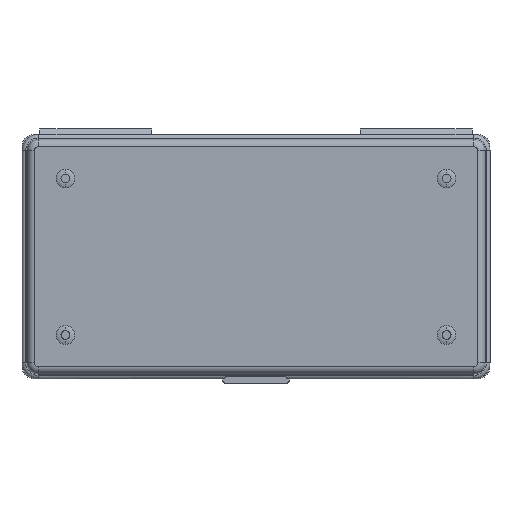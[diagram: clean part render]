
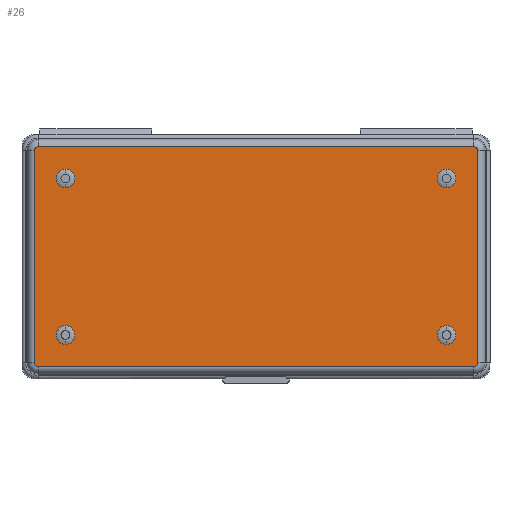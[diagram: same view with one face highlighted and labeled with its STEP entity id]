
A CAD part, front view. The second image highlights one B-rep face of the part: STEP entity #26.
In plain terms, the highlighted planar face has unit normal (0, -1, 0).
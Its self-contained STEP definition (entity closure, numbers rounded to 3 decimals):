
#26 = ADVANCED_FACE ( 'NONE', ( #6425, #7683, #240, #7771, #3355 ), #5816, .T. ) ;
#46 = CIRCLE ( 'NONE', #6290, 1. ) ;
#68 = ORIENTED_EDGE ( 'NONE', *, *, #112, .T. ) ;
#105 = ORIENTED_EDGE ( 'NONE', *, *, #5812, .F. ) ;
#112 = EDGE_CURVE ( 'NONE', #2117, #5223, #1081, .T. ) ;
#240 = FACE_BOUND ( 'NONE', #6272, .T. ) ;
#341 = CARTESIAN_POINT ( 'NONE',  ( 51.15, 0., 21. ) ) ;
#346 = AXIS2_PLACEMENT_3D ( 'NONE', #6937, #1351, #3825 ) ;
#353 = DIRECTION ( 'NONE',  ( 0., -1., 0. ) ) ;
#396 = CARTESIAN_POINT ( 'NONE',  ( -51.15, 0., 21. ) ) ;
#645 = AXIS2_PLACEMENT_3D ( 'NONE', #2836, #7852, #5405 ) ;
#777 = DIRECTION ( 'NONE',  ( 0., 0., -1. ) ) ;
#790 = AXIS2_PLACEMENT_3D ( 'NONE', #7643, #5250, #2018 ) ;
#791 = CARTESIAN_POINT ( 'NONE',  ( 51.15, 0., -18.5 ) ) ;
#945 = DIRECTION ( 'NONE',  ( 0., 0., -1. ) ) ;
#969 = DIRECTION ( 'NONE',  ( 1., 0., 0. ) ) ;
#1060 = ORIENTED_EDGE ( 'NONE', *, *, #7696, .F. ) ;
#1067 = DIRECTION ( 'NONE',  ( 0., 0., -1. ) ) ;
#1081 = LINE ( 'NONE', #7237, #6000 ) ;
#1103 = EDGE_CURVE ( 'NONE', #1856, #5223, #7291, .T. ) ;
#1194 = EDGE_CURVE ( 'NONE', #1856, #6682, #6018, .T. ) ;
#1260 = CARTESIAN_POINT ( 'NONE',  ( 51.15, 0., 23.5 ) ) ;
#1301 = AXIS2_PLACEMENT_3D ( 'NONE', #3875, #6374, #5113 ) ;
#1302 = ORIENTED_EDGE ( 'NONE', *, *, #7935, .F. ) ;
#1351 = DIRECTION ( 'NONE',  ( 0., 1., 0. ) ) ;
#1390 = DIRECTION ( 'NONE',  ( 0., 0., -1. ) ) ;
#1448 = ORIENTED_EDGE ( 'NONE', *, *, #1943, .T. ) ;
#1496 = ORIENTED_EDGE ( 'NONE', *, *, #1103, .F. ) ;
#1640 = DIRECTION ( 'NONE',  ( 0., -1., 0. ) ) ;
#1744 = CIRCLE ( 'NONE', #3426, 2.5 ) ;
#1747 = EDGE_CURVE ( 'NONE', #2804, #2640, #5296, .T. ) ;
#1774 = AXIS2_PLACEMENT_3D ( 'NONE', #7914, #1640, #2325 ) ;
#1856 = VERTEX_POINT ( 'NONE', #3176 ) ;
#1943 = EDGE_CURVE ( 'NONE', #4994, #6404, #3093, .T. ) ;
#1965 = EDGE_CURVE ( 'NONE', #5525, #6404, #6340, .T. ) ;
#1979 = VERTEX_POINT ( 'NONE', #5754 ) ;
#2018 = DIRECTION ( 'NONE',  ( 0., 0., -1. ) ) ;
#2042 = DIRECTION ( 'NONE',  ( 0., -1., 0. ) ) ;
#2117 = VERTEX_POINT ( 'NONE', #6154 ) ;
#2127 = DIRECTION ( 'NONE',  ( 0., 1., 0. ) ) ;
#2162 = VECTOR ( 'NONE', #3021, 1000. ) ;
#2211 = DIRECTION ( 'NONE',  ( 0., -1., 0. ) ) ;
#2270 = ORIENTED_EDGE ( 'NONE', *, *, #2433, .F. ) ;
#2325 = DIRECTION ( 'NONE',  ( 0., 0., -1. ) ) ;
#2331 = ORIENTED_EDGE ( 'NONE', *, *, #5673, .F. ) ;
#2392 = CIRCLE ( 'NONE', #7737, 2.5 ) ;
#2433 = EDGE_CURVE ( 'NONE', #6396, #2547, #3702, .T. ) ;
#2547 = VERTEX_POINT ( 'NONE', #7488 ) ;
#2614 = ORIENTED_EDGE ( 'NONE', *, *, #5722, .F. ) ;
#2640 = VERTEX_POINT ( 'NONE', #2720 ) ;
#2641 = AXIS2_PLACEMENT_3D ( 'NONE', #5931, #353, #5322 ) ;
#2709 = EDGE_LOOP ( 'NONE', ( #105, #7422 ) ) ;
#2720 = CARTESIAN_POINT ( 'NONE',  ( -51.15, 0., -18.5 ) ) ;
#2804 = VERTEX_POINT ( 'NONE', #5038 ) ;
#2836 = CARTESIAN_POINT ( 'NONE',  ( -58.5, 0., -28.5 ) ) ;
#2927 = AXIS2_PLACEMENT_3D ( 'NONE', #341, #2211, #7792 ) ;
#3014 = EDGE_LOOP ( 'NONE', ( #4969, #2331 ) ) ;
#3021 = DIRECTION ( 'NONE',  ( -1., 0., 0. ) ) ;
#3093 = LINE ( 'NONE', #5555, #6086 ) ;
#3176 = CARTESIAN_POINT ( 'NONE',  ( -58.5, 0., -29.5 ) ) ;
#3225 = EDGE_LOOP ( 'NONE', ( #2270, #1060 ) ) ;
#3283 = CIRCLE ( 'NONE', #2641, 2.5 ) ;
#3293 = ORIENTED_EDGE ( 'NONE', *, *, #1194, .T. ) ;
#3355 = FACE_OUTER_BOUND ( 'NONE', #5287, .T. ) ;
#3384 = ORIENTED_EDGE ( 'NONE', *, *, #1965, .F. ) ;
#3395 = CARTESIAN_POINT ( 'NONE',  ( -51.15, 0., 23.5 ) ) ;
#3426 = AXIS2_PLACEMENT_3D ( 'NONE', #7628, #6408, #1390 ) ;
#3557 = DIRECTION ( 'NONE',  ( 0., 0., -1. ) ) ;
#3616 = VERTEX_POINT ( 'NONE', #3395 ) ;
#3674 = AXIS2_PLACEMENT_3D ( 'NONE', #7624, #2042, #777 ) ;
#3698 = EDGE_CURVE ( 'NONE', #4994, #6682, #6003, .T. ) ;
#3702 = CIRCLE ( 'NONE', #1774, 2.5 ) ;
#3825 = DIRECTION ( 'NONE',  ( 0., 0., -1. ) ) ;
#3827 = LINE ( 'NONE', #7389, #2162 ) ;
#3875 = CARTESIAN_POINT ( 'NONE',  ( 58.5, 0., -28.5 ) ) ;
#4004 = CARTESIAN_POINT ( 'NONE',  ( 59.5, 0., -28.5 ) ) ;
#4026 = CARTESIAN_POINT ( 'NONE',  ( -51.15, 0., 21. ) ) ;
#4039 = DIRECTION ( 'NONE',  ( 0., 0., -1. ) ) ;
#4086 = DIRECTION ( 'NONE',  ( 0., 0., -1. ) ) ;
#4190 = AXIS2_PLACEMENT_3D ( 'NONE', #396, #7766, #4039 ) ;
#4429 = VERTEX_POINT ( 'NONE', #4675 ) ;
#4675 = CARTESIAN_POINT ( 'NONE',  ( -51.15, 0., 18.5 ) ) ;
#4777 = CARTESIAN_POINT ( 'NONE',  ( 58.5, 0., 29.5 ) ) ;
#4816 = CARTESIAN_POINT ( 'NONE',  ( -58.5, 0., 29.5 ) ) ;
#4865 = CIRCLE ( 'NONE', #3674, 2.5 ) ;
#4969 = ORIENTED_EDGE ( 'NONE', *, *, #6736, .F. ) ;
#4994 = VERTEX_POINT ( 'NONE', #4004 ) ;
#5038 = CARTESIAN_POINT ( 'NONE',  ( -51.15, 0., -23.5 ) ) ;
#5113 = DIRECTION ( 'NONE',  ( 0., 0., -1. ) ) ;
#5223 = VERTEX_POINT ( 'NONE', #7469 ) ;
#5250 = DIRECTION ( 'NONE',  ( 0., -1., 0. ) ) ;
#5274 = EDGE_CURVE ( 'NONE', #5525, #7764, #3827, .T. ) ;
#5287 = EDGE_LOOP ( 'NONE', ( #3384, #7869, #2614, #68, #1496, #3293, #7601, #1448 ) ) ;
#5296 = CIRCLE ( 'NONE', #8023, 2.5 ) ;
#5322 = DIRECTION ( 'NONE',  ( 0., 0., -1. ) ) ;
#5405 = DIRECTION ( 'NONE',  ( 0., 0., -1. ) ) ;
#5525 = VERTEX_POINT ( 'NONE', #4777 ) ;
#5555 = CARTESIAN_POINT ( 'NONE',  ( 59.5, 0., 31.5 ) ) ;
#5673 = EDGE_CURVE ( 'NONE', #1979, #7759, #4865, .T. ) ;
#5722 = EDGE_CURVE ( 'NONE', #2117, #7764, #46, .T. ) ;
#5725 = VECTOR ( 'NONE', #969, 1000. ) ;
#5754 = CARTESIAN_POINT ( 'NONE',  ( 51.15, 0., 18.5 ) ) ;
#5812 = EDGE_CURVE ( 'NONE', #3616, #4429, #2392, .T. ) ;
#5816 = PLANE ( 'NONE',  #790 ) ;
#5859 = ORIENTED_EDGE ( 'NONE', *, *, #1747, .F. ) ;
#5875 = CARTESIAN_POINT ( 'NONE',  ( 58.5, 0., -29.5 ) ) ;
#5931 = CARTESIAN_POINT ( 'NONE',  ( 51.15, 0., -21. ) ) ;
#6000 = VECTOR ( 'NONE', #4086, 1000. ) ;
#6003 = CIRCLE ( 'NONE', #1301, 1. ) ;
#6018 = LINE ( 'NONE', #6549, #5725 ) ;
#6086 = VECTOR ( 'NONE', #7542, 1000. ) ;
#6154 = CARTESIAN_POINT ( 'NONE',  ( -59.5, 0., 28.5 ) ) ;
#6272 = EDGE_LOOP ( 'NONE', ( #1302, #5859 ) ) ;
#6290 = AXIS2_PLACEMENT_3D ( 'NONE', #7708, #2127, #1067 ) ;
#6340 = CIRCLE ( 'NONE', #346, 1. ) ;
#6374 = DIRECTION ( 'NONE',  ( 0., 1., 0. ) ) ;
#6396 = VERTEX_POINT ( 'NONE', #791 ) ;
#6404 = VERTEX_POINT ( 'NONE', #7026 ) ;
#6408 = DIRECTION ( 'NONE',  ( 0., -1., 0. ) ) ;
#6425 = FACE_BOUND ( 'NONE', #3014, .T. ) ;
#6445 = CIRCLE ( 'NONE', #2927, 2.5 ) ;
#6526 = DIRECTION ( 'NONE',  ( 0., -1., 0. ) ) ;
#6549 = CARTESIAN_POINT ( 'NONE',  ( 61.5, 0., -29.5 ) ) ;
#6667 = CARTESIAN_POINT ( 'NONE',  ( -51.15, 0., -21. ) ) ;
#6682 = VERTEX_POINT ( 'NONE', #5875 ) ;
#6736 = EDGE_CURVE ( 'NONE', #7759, #1979, #6445, .T. ) ;
#6937 = CARTESIAN_POINT ( 'NONE',  ( 58.5, 0., 28.5 ) ) ;
#7026 = CARTESIAN_POINT ( 'NONE',  ( 59.5, 0., 28.5 ) ) ;
#7237 = CARTESIAN_POINT ( 'NONE',  ( -59.5, 0., -31.5 ) ) ;
#7291 = CIRCLE ( 'NONE', #645, 1. ) ;
#7389 = CARTESIAN_POINT ( 'NONE',  ( -61.5, 0., 29.5 ) ) ;
#7422 = ORIENTED_EDGE ( 'NONE', *, *, #7690, .F. ) ;
#7469 = CARTESIAN_POINT ( 'NONE',  ( -59.5, 0., -28.5 ) ) ;
#7488 = CARTESIAN_POINT ( 'NONE',  ( 51.15, 0., -23.5 ) ) ;
#7542 = DIRECTION ( 'NONE',  ( 0., 0., 1. ) ) ;
#7601 = ORIENTED_EDGE ( 'NONE', *, *, #3698, .F. ) ;
#7624 = CARTESIAN_POINT ( 'NONE',  ( 51.15, 0., 21. ) ) ;
#7628 = CARTESIAN_POINT ( 'NONE',  ( -51.15, 0., -21. ) ) ;
#7643 = CARTESIAN_POINT ( 'NONE',  ( 0., 0., 0. ) ) ;
#7683 = FACE_BOUND ( 'NONE', #3225, .T. ) ;
#7690 = EDGE_CURVE ( 'NONE', #4429, #3616, #7989, .T. ) ;
#7696 = EDGE_CURVE ( 'NONE', #2547, #6396, #3283, .T. ) ;
#7708 = CARTESIAN_POINT ( 'NONE',  ( -58.5, 0., 28.5 ) ) ;
#7737 = AXIS2_PLACEMENT_3D ( 'NONE', #4026, #6526, #945 ) ;
#7759 = VERTEX_POINT ( 'NONE', #1260 ) ;
#7764 = VERTEX_POINT ( 'NONE', #4816 ) ;
#7766 = DIRECTION ( 'NONE',  ( 0., -1., 0. ) ) ;
#7771 = FACE_BOUND ( 'NONE', #2709, .T. ) ;
#7792 = DIRECTION ( 'NONE',  ( 0., 0., -1. ) ) ;
#7852 = DIRECTION ( 'NONE',  ( 0., 1., 0. ) ) ;
#7869 = ORIENTED_EDGE ( 'NONE', *, *, #5274, .T. ) ;
#7914 = CARTESIAN_POINT ( 'NONE',  ( 51.15, 0., -21. ) ) ;
#7935 = EDGE_CURVE ( 'NONE', #2640, #2804, #1744, .T. ) ;
#7968 = DIRECTION ( 'NONE',  ( 0., -1., 0. ) ) ;
#7989 = CIRCLE ( 'NONE', #4190, 2.5 ) ;
#8023 = AXIS2_PLACEMENT_3D ( 'NONE', #6667, #7968, #3557 ) ;
